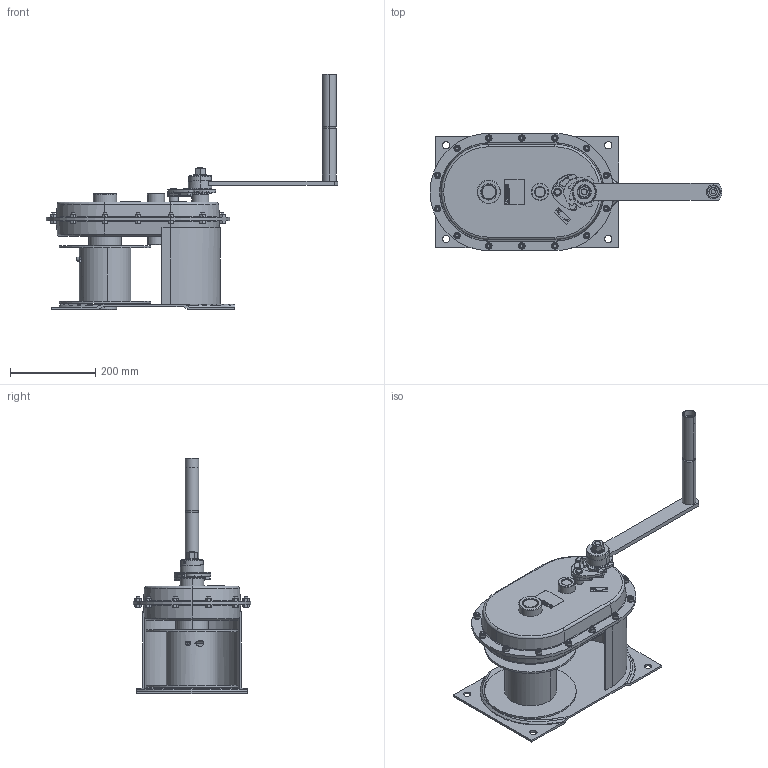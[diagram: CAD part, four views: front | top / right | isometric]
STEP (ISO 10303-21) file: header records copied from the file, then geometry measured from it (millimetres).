
FILE_DESCRIPTION(('CoCreate Modeling STEP Export'),'2;1');
FILE_NAME('200052.stp','2009-10-28T 9:01:29',(''),(''),'CoCreate Modeling STEP processor for AP214 (Solid Model)','CoCreate Modeling 16.00A 16-Aug-2008 (C) Parametric Technology GmbH','');
FILE_SCHEMA(('AUTOMOTIVE_DESIGN { 1 0 10303 214 1 1 1 1 }'));
Length unit declared in the file: millimetre
Products named in the file (3): Kurbel; Seilwinde; Seilwinde_200052A
Assembly tree (2 placements, depth 2):
  Seilwinde_200052A
    Seilwinde
    Kurbel
Bounding box: 683.74 x 275 x 551.33 mm (x, y, z)
Volume: 9445762.8 mm3; surface area: 955394.2 mm2
Topology: 2 solids, 2 shells, 1460 faces, 6680 edges, 5480 vertices
Faces by surface type: plane 567, cone 432, cylinder 338, torus 83, bspline 35, extrusion 5
Entity records: 92756 total; most frequent: CARTESIAN_POINT 38418, ORIENTED_EDGE 13354, DIRECTION 7680, EDGE_CURVE 6677, VERTEX_POINT 5480, VECTOR 4682, LINE 4677, EDGE_LOOP 1741
